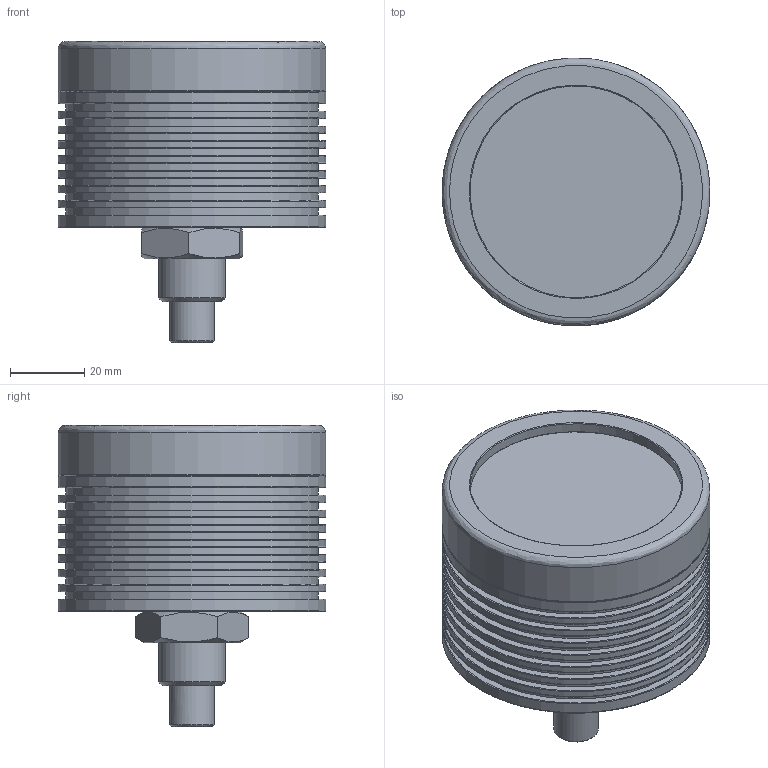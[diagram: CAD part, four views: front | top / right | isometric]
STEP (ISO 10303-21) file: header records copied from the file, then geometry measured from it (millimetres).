
FILE_DESCRIPTION (( 'STEP AP214' ), '1' );
FILE_NAME ('11111x-11_SPOTLED.STEP', '2018-03-01T09:07:34', ( '' ), ( '' ), 'SwSTEP 2.0', 'SolidWorks 2017', '' );
FILE_SCHEMA (( 'AUTOMOTIVE_DESIGN' ));
Length unit declared in the file: millimetre
Products named in the file (1): 11111x-11_SPOTLED
Bounding box: 72 x 72 x 81 mm (x, y, z)
Volume: 152523 mm3; surface area: 44582.3 mm2
Topology: 1 solids, 5 shells, 120 faces, 238 edges, 150 vertices
Faces by surface type: plane 38, cylinder 38, bspline 29, cone 14, torus 1
Full cylindrical faces by diameter (mm): 1.6 x2, 5 x4, 8.5 x1, 11 x1, 12 x1, 16 x1, 17 x1, 18 x1, 57 x1, 58 x1, 62.5 x1, 63 x1, 66 x1, 66.4 x1, 68 x9, 68.4 x1, 72 x10
Entity records: 6221 total; most frequent: CARTESIAN_POINT 3016, DIRECTION 364, ORIENTED_EDGE 258, EDGE_LOOP 230, FACE_OUTER_BOUND 188, AXIS2_PLACEMENT_3D 179, EDGE_CURVE 129, UNCERTAINTY_MEASURE_WITH_UNIT 123
